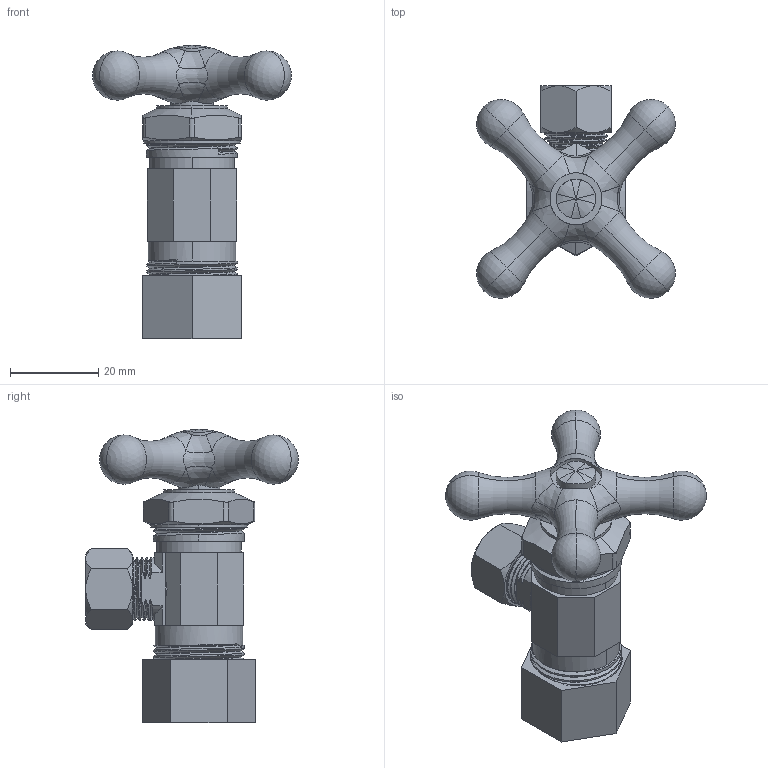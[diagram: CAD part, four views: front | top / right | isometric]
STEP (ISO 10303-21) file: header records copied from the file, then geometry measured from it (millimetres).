
FILE_DESCRIPTION((''),'2;1');
FILE_NAME('403X','2021-06-14T16:27:59',('NSantos'),(''),'CREO PARAMETRIC BY PTC INC, 2018500','CREO PARAMETRIC BY PTC INC, 2018500','');
FILE_SCHEMA(('CONFIG_CONTROL_DESIGN'));
Products named in the file (1): 403X
Bounding box: 45.1 x 48.23 x 66.5 mm (x, y, z)
Volume: 19013.6 mm3; surface area: 25415.9 mm2
Topology: 3 solids, 28 shells, 772 faces, 2189 edges, 1404 vertices
Faces by surface type: plane 255, cylinder 215, bspline 173, cone 92, torus 18, sphere 18, extrusion 1
Entity records: 46349 total; most frequent: CARTESIAN_POINT 28444, ORIENTED_EDGE 4228, DIRECTION 2928, EDGE_CURVE 2171, VERTEX_POINT 1404, AXIS2_PLACEMENT_3D 1104, B_SPLINE_CURVE_WITH_KNOTS 948, EDGE_LOOP 804
